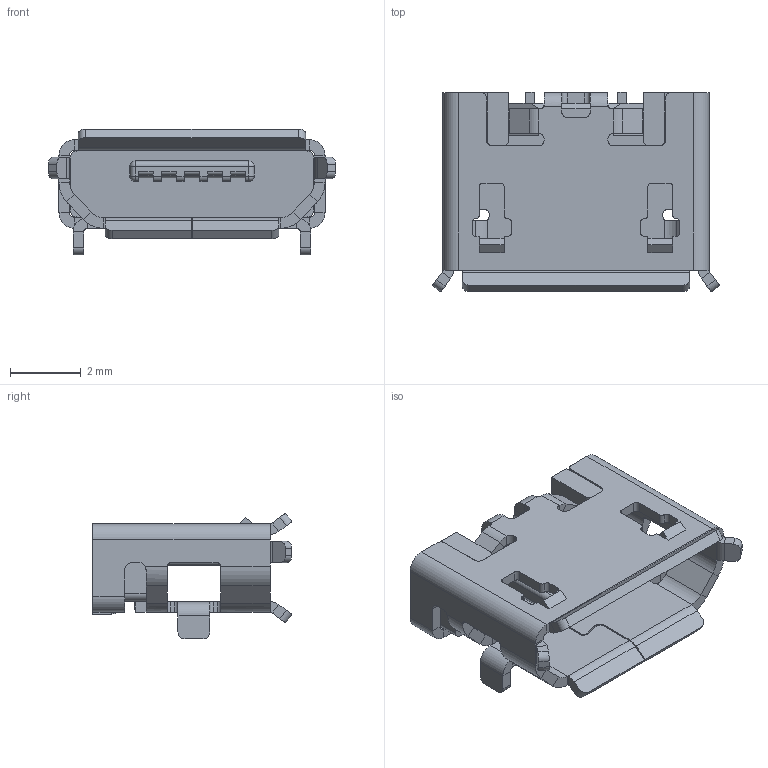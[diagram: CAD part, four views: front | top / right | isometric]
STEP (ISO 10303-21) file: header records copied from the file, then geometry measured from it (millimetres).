
FILE_DESCRIPTION((''),'2;1');
FILE_NAME('MSBR-18','2012-09-18T',('Administrator'),(''),'PRO/ENGINEER BY PARAMETRIC TECHNOLOGY CORPORATION, 2008230','PRO/ENGINEER BY PARAMETRIC TECHNOLOGY CORPORATION, 2008230','');
FILE_SCHEMA(('AUTOMOTIVE_DESIGN_CC2 { 1 2 10303 214 -1 1 5 2 }'));
Length unit declared in the file: millimetre
Products named in the file (1): MSBR-18
Bounding box: 8.1 x 5.63 x 3.55 mm (x, y, z)
Volume: 45.4 mm3; surface area: 275.4 mm2
Topology: 1 solids, 1 shells, 602 faces, 1586 edges, 971 vertices
Faces by surface type: plane 439, cylinder 159, sphere 4
Entity records: 19977 total; most frequent: CARTESIAN_POINT 3231, ORIENTED_EDGE 3164, DIRECTION 3106, EDGE_CURVE 1582, VECTOR 1232, LINE 1232, VERTEX_POINT 971, AXIS2_PLACEMENT_3D 937
